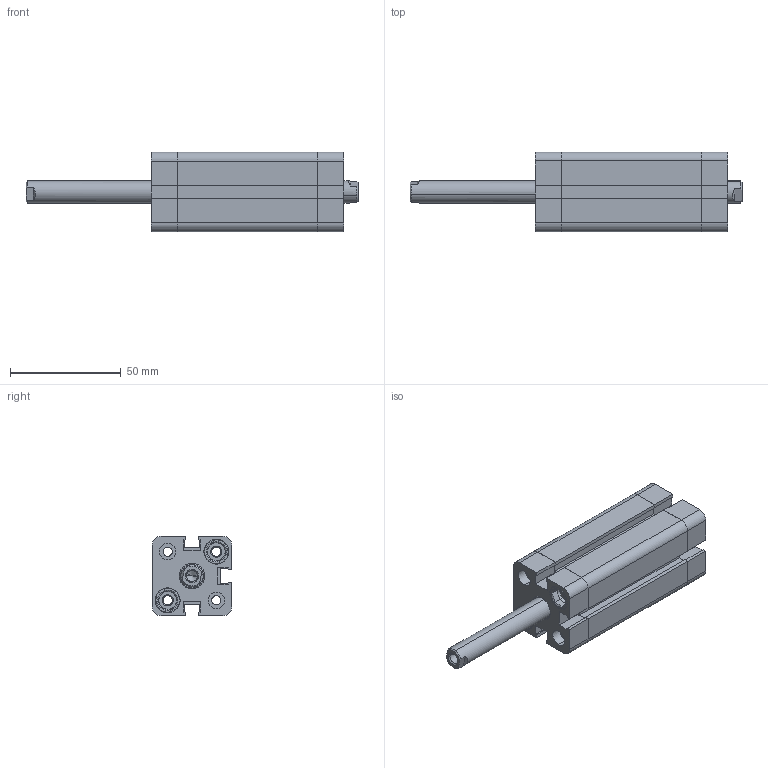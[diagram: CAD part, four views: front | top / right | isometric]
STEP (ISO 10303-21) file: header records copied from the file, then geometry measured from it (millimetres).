
FILE_DESCRIPTION (( 'STEP AP214' ), '1' );
FILE_NAME ('SM_004_020_0050_NP.STEP', '2019-11-14T12:31:24', ( '' ), ( '' ), 'SwSTEP 2.0', 'SolidWorks 2019', '' );
FILE_SCHEMA (( 'AUTOMOTIVE_DESIGN' ));
Length unit declared in the file: millimetre
Products named in the file (17): Kopia Pierœcieñ prowadz¹cy^T³ok kpl_DTW_Pier˜cieä prowadz¥cy D020; Pokrywa przód kpl^DTW_Pokrywa prz¢d kpl - D020; Kopia SMART - U. t硂ka lu焠a^T硂k kpl_DTW_U. t坥ka lu玭a - D020; Kopia Magnes^T³ok kpl_DTW_Magnes D020; T硂k kpl^DTW_T坥k kpl - D020; T³oczysko^DTW_Tˆoczysko - D020; Tuleja^DTW_Tuleja - D020; Kopia Tuleja prowadz¹ca^Pokrywa przód kpl_DTW_Tuleja prowadz¥ca - D020; socket set screw flat point_iso_ISO 4026 - M5 x 25-N; Kopia Pokrywa przód^Pokrywa przód kpl_DTW_Smart - Pok prz¢d - D020; Kopia SMART - U. t³oczyska^Pokrywa przód kpl_DTW_U. tˆoczyska - D020; Œruba specjalna M8_M5^DTW; Kopia SMART - U. typ Oring - pokrywa^Pokrywa przód kpl_DTW_U. typ Oring - D020; Kopia SMART - U. t³oka S^T³ok kpl_DTW_U. tˆoka S - D020; SM_004_020_0050_NP; Kopia T硂k^T硂k kpl_DTW_T坥k - D020
Assembly tree (25 placements, depth 3):
  SM_004_020_0050_NP
    Pokrywa przód kpl^DTW_Pokrywa prz¢d kpl - D020
      Kopia Pokrywa przód^Pokrywa przód kpl_DTW_Smart - Pok prz¢d - D020
      Kopia SMART - U. typ Oring - pokrywa^Pokrywa przód kpl_DTW_U. typ Oring - D020
      Kopia Tuleja prowadz¹ca^Pokrywa przód kpl_DTW_Tuleja prowadz¥ca - D020
      Kopia SMART - U. t³oczyska^Pokrywa przód kpl_DTW_U. tˆoczyska - D020
    Pokrywa przód kpl^DTW_Pokrywa prz¢d kpl - D020
      Kopia Pokrywa przód^Pokrywa przód kpl_DTW_Smart - Pok prz¢d - D020
      Kopia SMART - U. typ Oring - pokrywa^Pokrywa przód kpl_DTW_U. typ Oring - D020
      Kopia Tuleja prowadz¹ca^Pokrywa przód kpl_DTW_Tuleja prowadz¥ca - D020
      Kopia SMART - U. t³oczyska^Pokrywa przód kpl_DTW_U. tˆoczyska - D020
    Tuleja^DTW_Tuleja - D020
    T硂k kpl^DTW_T坥k kpl - D020
      Kopia T硂k^T硂k kpl_DTW_T坥k - D020
      Kopia Magnes^T³ok kpl_DTW_Magnes D020
      Kopia Pierœcieñ prowadz¹cy^T³ok kpl_DTW_Pier˜cieä prowadz¥cy D020
      Kopia SMART - U. t硂ka lu焠a^T硂k kpl_DTW_U. t坥ka lu玭a - D020  x2
      Kopia SMART - U. t³oka S^T³ok kpl_DTW_U. tˆoka S - D020
    T³oczysko^DTW_Tˆoczysko - D020  x2
    Œruba specjalna M8_M5^DTW  x4
    socket set screw flat point_iso_ISO 4026 - M5 x 25-N
Bounding box: 150 x 36 x 36 mm (x, y, z)
Volume: 83747.9 mm3; surface area: 52288.3 mm2
Topology: 23 solids, 23 shells, 823 faces, 1944 edges, 1230 vertices
Faces by surface type: plane 371, cylinder 218, cone 142, bspline 84, torus 8
Entity records: 16234 total; most frequent: CARTESIAN_POINT 4818, DIRECTION 2209, ORIENTED_EDGE 2164, EDGE_CURVE 1082, AXIS2_PLACEMENT_3D 798, VERTEX_POINT 697, LINE 613, VECTOR 613
